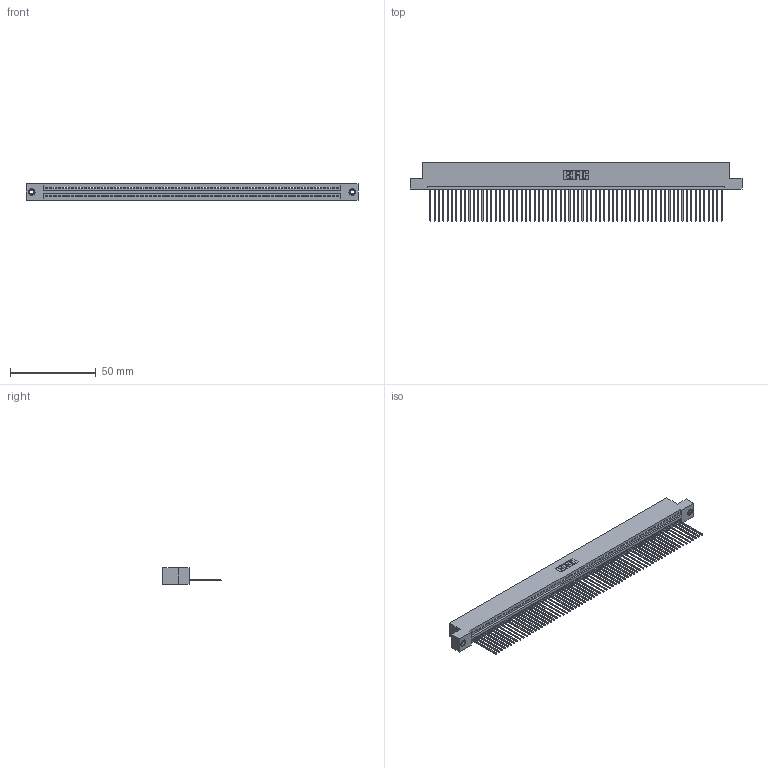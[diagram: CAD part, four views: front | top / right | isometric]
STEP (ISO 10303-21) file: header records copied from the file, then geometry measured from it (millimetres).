
FILE_DESCRIPTION (( 'STEP AP203' ), '1' );
FILE_NAME ('345-068-541-108.STEP', '2018-09-30T10:39:04', ( '' ), ( '' ), 'SwSTEP 2.0', 'SolidWorks 2016', '' );
FILE_SCHEMA (( 'CONFIG_CONTROL_DESIGN' ));
Length unit declared in the file: inch
Products named in the file (4): 345-250-001_345-250-003-102; 345-068-541-108; 345 Part_Flush Mounting Lugs - 0.156 Dia-TI; 345-292-001_345-293-141
Assembly tree (71 placements, depth 2):
  345-068-541-108
    345 Part_Flush Mounting Lugs - 0.156 Dia-TI
    345-292-001_345-293-141  x68
    345-250-001_345-250-003-102  x2
Bounding box: 193.93 x 33.96 x 9.4 mm (x, y, z)
Volume: 18850.4 mm3; surface area: 26743.3 mm2
Topology: 71 solids, 71 shells, 4130 faces, 12445 edges, 8198 vertices
Faces by surface type: plane 2832, cylinder 1282, cone 12, torus 4
Entity records: 48882 total; most frequent: CARTESIAN_POINT 8447, ORIENTED_EDGE 8442, DIRECTION 7367, EDGE_CURVE 4221, VECTOR 3797, LINE 3797, VERTEX_POINT 2808, AXIS2_PLACEMENT_3D 1785
